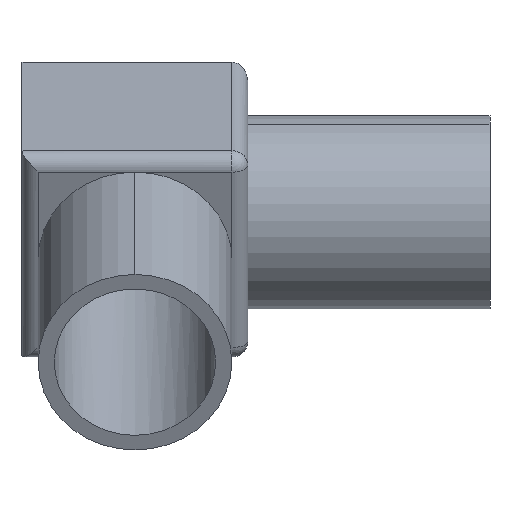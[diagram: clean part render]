
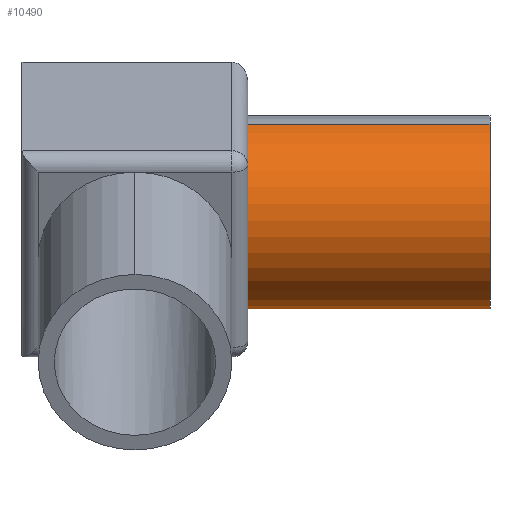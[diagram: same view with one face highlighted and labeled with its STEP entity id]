
A CAD part, left-side view. The second image highlights one B-rep face of the part: STEP entity #10490.
In plain terms, the highlighted cylindrical face has radius 30 mm (diameter 60 mm), a partial arc.
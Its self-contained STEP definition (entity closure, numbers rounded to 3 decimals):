
#1690=CARTESIAN_POINT('',(0.,-35.,-30.));
#1700=VERTEX_POINT('',#1690);
#5690=CARTESIAN_POINT('',(0.,-35.,30.));
#5700=VERTEX_POINT('',#5690);
#6520=CARTESIAN_POINT('',(0.,-35.,0.));
#6530=DIRECTION('',(0.,1.,0.));
#6540=DIRECTION('',(-1.,0.,0.));
#6550=AXIS2_PLACEMENT_3D('',#6520,#6530,#6540);
#6560=CIRCLE('',#6550,30.);
#6570=CARTESIAN_POINT('',(-30.,-35.,0.));
#6580=VERTEX_POINT('',#6570);
#6590=EDGE_CURVE('',#6580,#5700,#6560,.T.);
#6760=CARTESIAN_POINT('',(0.,-110.,0.));
#6770=DIRECTION('',(0.,-1.,-0.));
#6780=DIRECTION('',(0.,0.,-1.));
#6790=AXIS2_PLACEMENT_3D('',#6760,#6770,#6780);
#6800=CIRCLE('',#6790,30.);
#6810=CARTESIAN_POINT('',(0.,-110.,30.));
#6820=VERTEX_POINT('',#6810);
#6830=CARTESIAN_POINT('',(0.,-110.,-30.));
#6840=VERTEX_POINT('',#6830);
#6850=EDGE_CURVE('',#6820,#6840,#6800,.T.);
#7030=CARTESIAN_POINT('',(0.,-35.,-30.));
#7040=DIRECTION('',(0.,-1.,0.));
#7050=VECTOR('',#7040,1.);
#7060=LINE('',#7030,#7050);
#7070=EDGE_CURVE('',#1700,#6840,#7060,.T.);
#7100=CARTESIAN_POINT('',(0.,-35.,30.));
#7110=DIRECTION('',(0.,-1.,0.));
#7120=VECTOR('',#7110,1.);
#7130=LINE('',#7100,#7120);
#7140=EDGE_CURVE('',#5700,#6820,#7130,.T.);
#7680=CARTESIAN_POINT('',(0.,-35.,0.));
#7690=DIRECTION('',(0.,1.,0.));
#7700=DIRECTION('',(0.,0.,-1.));
#7710=AXIS2_PLACEMENT_3D('',#7680,#7690,#7700);
#7720=CIRCLE('',#7710,30.);
#7730=EDGE_CURVE('',#1700,#6580,#7720,.T.);
#10370=CARTESIAN_POINT('',(0.,-35.,0.));
#10380=DIRECTION('',(0.,-1.,0.));
#10390=DIRECTION('',(0.,0.,1.));
#10400=AXIS2_PLACEMENT_3D('',#10370,#10380,#10390);
#10410=CYLINDRICAL_SURFACE('',#10400,30.);
#10420=ORIENTED_EDGE('',*,*,#6850,.F.);
#10430=ORIENTED_EDGE('',*,*,#7070,.T.);
#10440=ORIENTED_EDGE('',*,*,#7730,.F.);
#10450=ORIENTED_EDGE('',*,*,#6590,.F.);
#10460=ORIENTED_EDGE('',*,*,#7140,.F.);
#10470=EDGE_LOOP('',(#10460,#10450,#10440,#10430,#10420));
#10480=FACE_OUTER_BOUND('',#10470,.T.);
#10490=ADVANCED_FACE('',(#10480),#10410,.T.);
